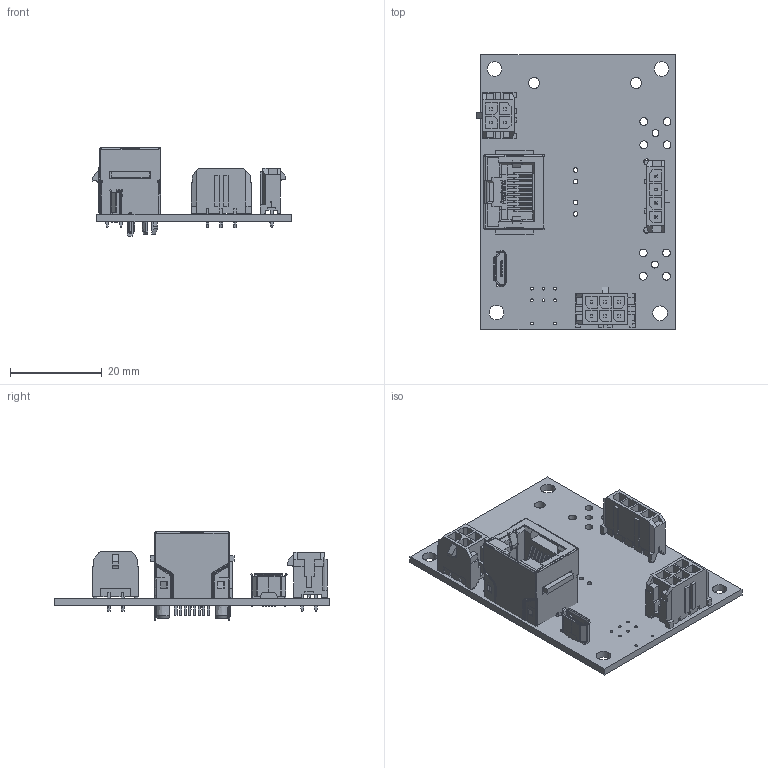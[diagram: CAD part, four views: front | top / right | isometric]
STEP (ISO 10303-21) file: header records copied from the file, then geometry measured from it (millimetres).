
FILE_DESCRIPTION(('KiCad electronic assembly'),'2;1');
FILE_NAME('PopotoInterface.step','2022-09-08T14:56:15',('Pcbnew'),( 'Kicad'),'Open CASCADE STEP processor 7.6','KiCad to STEP converter' ,'Unknown');
FILE_SCHEMA(('AUTOMOTIVE_DESIGN { 1 0 10303 214 1 1 1 1 }'));
Length unit declared in the file: millimetre
Products named in the file (12): PopotoInterface 1; 436500415; COMPOUND; M-RJHSE-3380-REVT6; 614105150721_Download_STP_614105150721_rev1; 430450612; 430450412; PopotoInterface PCB
Assembly tree (11 placements, depth 3):
  PopotoInterface 1
    436500415
      COMPOUND
    M-RJHSE-3380-REVT6
      COMPOUND
    614105150721_Download_STP_614105150721_rev1
      COMPOUND
    430450612
      COMPOUND
    430450412
      COMPOUND
    PopotoInterface PCB
Bounding box: 43.6 x 60.2 x 19.33 mm (x, y, z)
Volume: 7330.3 mm3; surface area: 13542.3 mm2
Topology: 14 solids, 14 shells, 2309 faces, 6433 edges, 4250 vertices
Faces by surface type: bspline 2230, cylinder 69, plane 10
Full cylindrical faces by diameter (mm): 0.44 x5, 0.6 x8, 0.889 x8, 1 x18, 1.02 x4, 1.27 x2, 1.5 x2, 1.651 x2, 1.7 x8, 2.41 x2, 3.2 x4, 3.251 x2
Entity records: 142806 total; most frequent: CARTESIAN_POINT 58681, B_SPLINE_CURVE_WITH_KNOTS 17110, ORIENTED_EDGE 12762, PCURVE 12762, DEFINITIONAL_REPRESENTATION 12762, EDGE_CURVE 6381, SURFACE_CURVE 6316, VERTEX_POINT 4154
